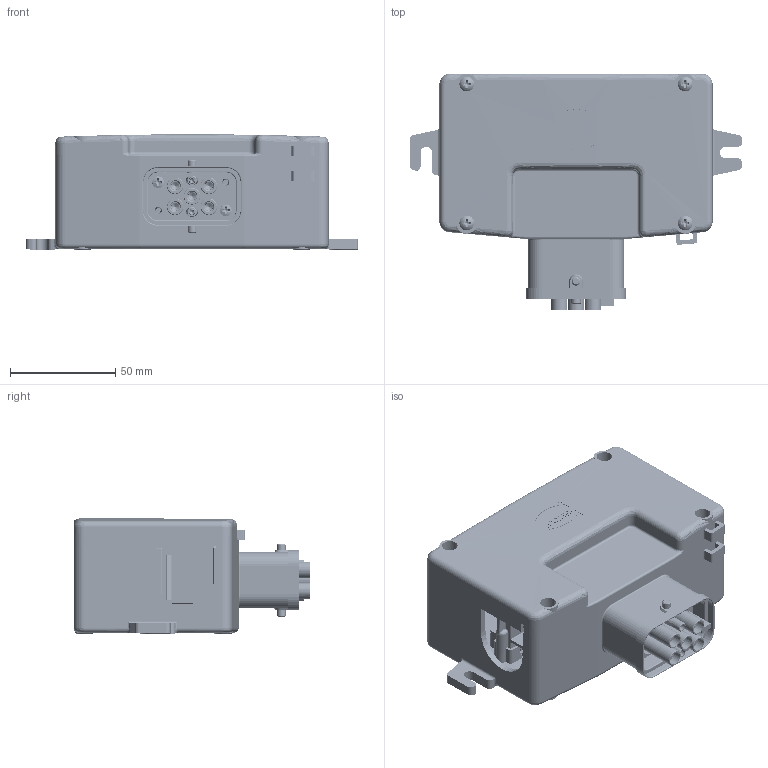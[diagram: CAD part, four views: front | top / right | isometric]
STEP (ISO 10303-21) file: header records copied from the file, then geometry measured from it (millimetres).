
FILE_DESCRIPTION(/* description */ (''),/* implementation_level */ '2;1');
FILE_NAME(/* name */ '100674401ugm000_a.stp',/* time_stamp */ '2016-11-23T08:23:48+01:00',/* author */ (''),/* organization */ (''),/* preprocessor_version */ 'ST-DEVELOPER v16',/* originating_system */ 'SIEMENS PLM Software NX 10.0',/* authorisation */ '');
FILE_SCHEMA (('AUTOMOTIVE_DESIGN { 1 0 10303 214 3 1 1 1 }'));
Products named in the file (1): 100674401ugm000_a
Bounding box: 158 x 112.6 x 55 mm (x, y, z)
Volume: 167744.3 mm3; surface area: 164768 mm2
Topology: 2 solids, 6 shells, 6251 faces, 18362 edges, 12179 vertices
Faces by surface type: plane 3285, cylinder 1919, bspline 583, cone 311, extrusion 135, torus 14, sphere 4
Full cylindrical faces by diameter (mm): 0.8 x7, 1.342 x1, 1.4 x2, 1.5 x5, 1.68 x2, 1.8 x9, 1.969 x1, 2.17 x40, 2.25 x2, 2.3 x1, 2.4 x13, 2.45 x2, 2.5 x9, 2.57 x2, 2.62 x2, 2.85 x5, 3.2 x2, 3.4 x4, 3.5 x9, 3.55 x2, 3.67 x2, 3.8 x2, 3.9 x5, 4 x2, 4.2 x9, 4.45 x5, 4.6 x2, 4.989 x4, 5 x14, 5.6 x2
Entity records: 284545 total; most frequent: CARTESIAN_POINT 81201, ORIENTED_EDGE 34862, DIRECTION 31086, EDGE_CURVE 17431, VERTEX_POINT 11532, AXIS2_PLACEMENT_3D 10379, VECTOR 10328, LINE 10193
